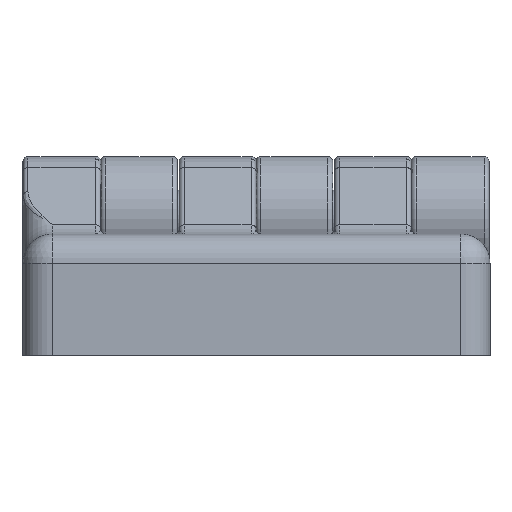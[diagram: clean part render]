
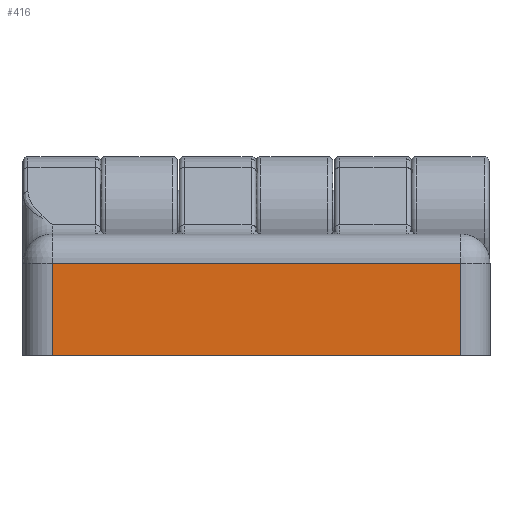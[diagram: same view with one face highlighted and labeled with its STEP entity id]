
A CAD part, front view. The second image highlights one B-rep face of the part: STEP entity #416.
In plain terms, the highlighted planar face has unit normal (0, -1, 0).
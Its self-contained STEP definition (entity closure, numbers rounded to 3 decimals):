
#416 = ADVANCED_FACE( '', ( #1082 ), #1083, .T. );
#1082 = FACE_OUTER_BOUND( '', #2821, .T. );
#1083 = PLANE( '', #2822 );
#2821 = EDGE_LOOP( '', ( #5254, #5255, #5256, #5257 ) );
#2822 = AXIS2_PLACEMENT_3D( '', #5258, #5259, #5260 );
#5254 = ORIENTED_EDGE( '', *, *, #7620, .T. );
#5255 = ORIENTED_EDGE( '', *, *, #7621, .T. );
#5256 = ORIENTED_EDGE( '', *, *, #7622, .T. );
#5257 = ORIENTED_EDGE( '', *, *, #7623, .F. );
#5258 = CARTESIAN_POINT( '', ( 24.05, -8.5, 12.5 ) );
#5259 = DIRECTION( '', ( 0., -1., 0. ) );
#5260 = DIRECTION( '', ( 0., 0., -1. ) );
#7620 = EDGE_CURVE( '', #8752, #8753, #8754, .F. );
#7621 = EDGE_CURVE( '', #8753, #8755, #8756, .T. );
#7622 = EDGE_CURVE( '', #8755, #8757, #8758, .T. );
#7623 = EDGE_CURVE( '', #8752, #8757, #8759, .T. );
#8752 = VERTEX_POINT( '', #10851 );
#8753 = VERTEX_POINT( '', #10852 );
#8754 = LINE( '', #10853, #10854 );
#8755 = VERTEX_POINT( '', #10855 );
#8756 = LINE( '', #10856, #10857 );
#8757 = VERTEX_POINT( '', #10858 );
#8758 = LINE( '', #10859, #10860 );
#8759 = LINE( '', #10861, #10862 );
#10851 = CARTESIAN_POINT( '', ( 21.05, -8.5, 0. ) );
#10852 = CARTESIAN_POINT( '', ( 21.05, -8.5, 9.5 ) );
#10853 = CARTESIAN_POINT( '', ( 21.05, -8.5, 12.5 ) );
#10854 = VECTOR( '', #13218, 1000. );
#10855 = CARTESIAN_POINT( '', ( -21.05, -8.5, 9.5 ) );
#10856 = CARTESIAN_POINT( '', ( -21.05, -8.5, 9.5 ) );
#10857 = VECTOR( '', #13219, 1000. );
#10858 = CARTESIAN_POINT( '', ( -21.05, -8.5, 0. ) );
#10859 = CARTESIAN_POINT( '', ( -21.05, -8.5, 12.5 ) );
#10860 = VECTOR( '', #13220, 1000. );
#10861 = CARTESIAN_POINT( '', ( 24.05, -8.5, 0. ) );
#10862 = VECTOR( '', #13221, 1000. );
#13218 = DIRECTION( '', ( 0., 0., -1. ) );
#13219 = DIRECTION( '', ( -1., 0., 0. ) );
#13220 = DIRECTION( '', ( 0., 0., -1. ) );
#13221 = DIRECTION( '', ( -1., 0., 0. ) );
